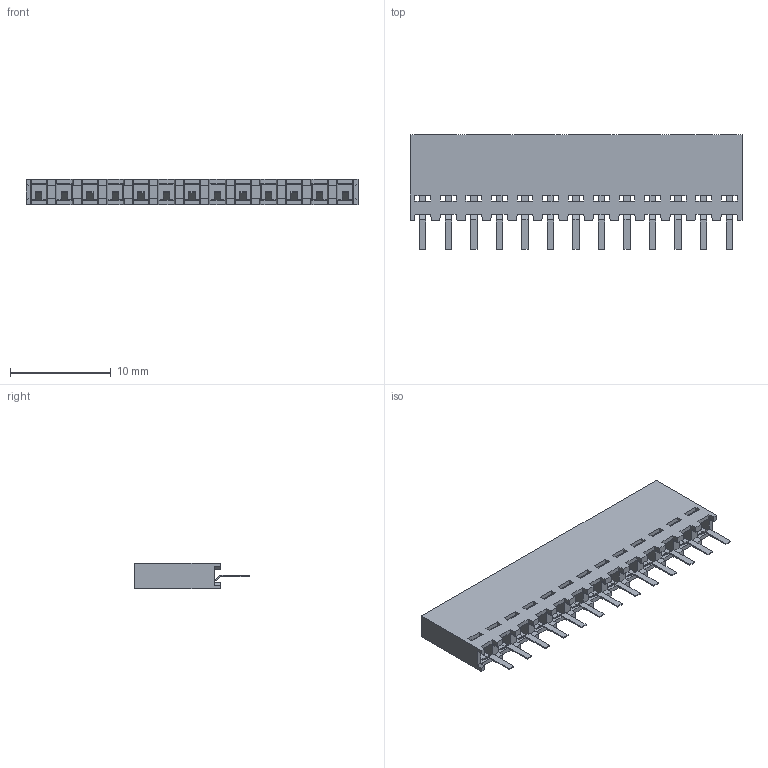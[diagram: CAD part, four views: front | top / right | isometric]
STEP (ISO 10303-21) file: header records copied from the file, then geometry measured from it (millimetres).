
FILE_DESCRIPTION((''),'2;1');
FILE_NAME('901471113','2014-04-10T',('me'),(''),'PRO/ENGINEER BY PARAMETRIC TECHNOLOGY CORPORATION, 2011490','PRO/ENGINEER BY PARAMETRIC TECHNOLOGY CORPORATION, 2011490','');
FILE_SCHEMA(('CONFIG_CONTROL_DESIGN'));
Length unit declared in the file: millimetre
Products named in the file (1): 901471113
Bounding box: 33.02 x 11.4 x 2.54 mm (x, y, z)
Volume: 569.7 mm3; surface area: 1087.4 mm2
Topology: 1 solids, 1 shells, 607 faces, 1831 edges, 1194 vertices
Faces by surface type: plane 607
Entity records: 20169 total; most frequent: ORIENTED_EDGE 3610, CARTESIAN_POINT 3607, DIRECTION 3073, VECTOR 1805, LINE 1805, EDGE_CURVE 1805, VERTEX_POINT 1168, EDGE_LOOP 653
